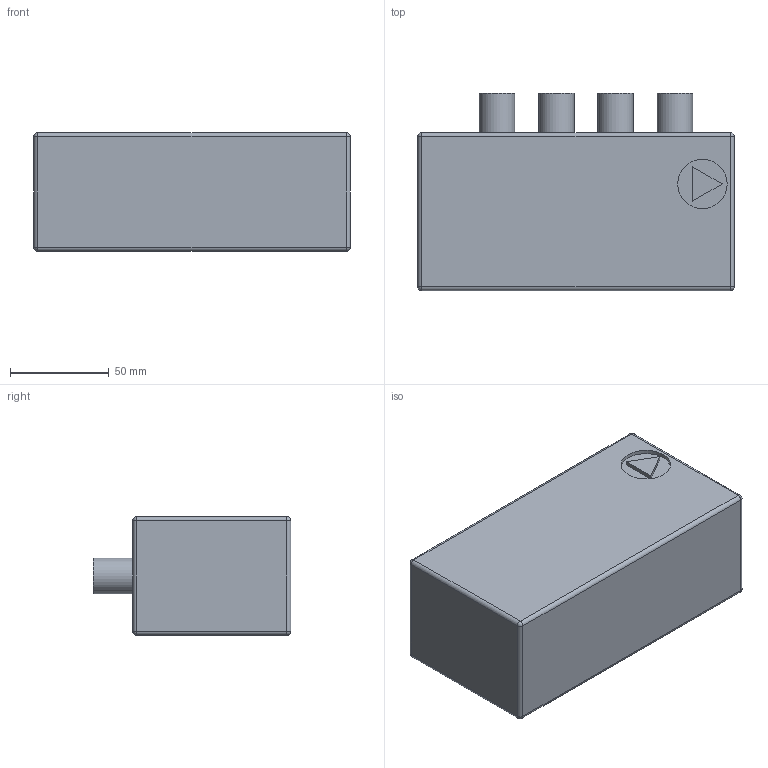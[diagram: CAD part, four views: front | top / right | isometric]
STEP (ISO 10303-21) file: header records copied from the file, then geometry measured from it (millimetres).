
FILE_DESCRIPTION(('FreeCAD Model'),'2;1');
FILE_NAME('FlightController.step' ,'2020-11-18T08:00:44',('Author'),(''), 'Open CASCADE STEP processor 7.3','FreeCAD','Unknown');
FILE_SCHEMA(('AUTOMOTIVE_DESIGN { 1 0 10303 214 1 1 1 1 }'));
Length unit declared in the file: millimetre
Products named in the file (1): FlightController
Bounding box: 160 x 100 x 60 mm (x, y, z)
Volume: 786616.2 mm3; surface area: 58150.3 mm2
Topology: 1 solids, 1 shells, 40 faces, 80 edges, 40 vertices
Faces by surface type: cylinder 17, plane 15, sphere 8
Full cylindrical faces by diameter (mm): 18 x4, 25 x1
Entity records: 1918 total; most frequent: DIRECTION 331, CARTESIAN_POINT 303, LINE 172, VECTOR 172, ORIENTED_EDGE 144, PCURVE 144, DEFINITIONAL_REPRESENTATION 144, AXIS2_PLACEMENT_3D 75
